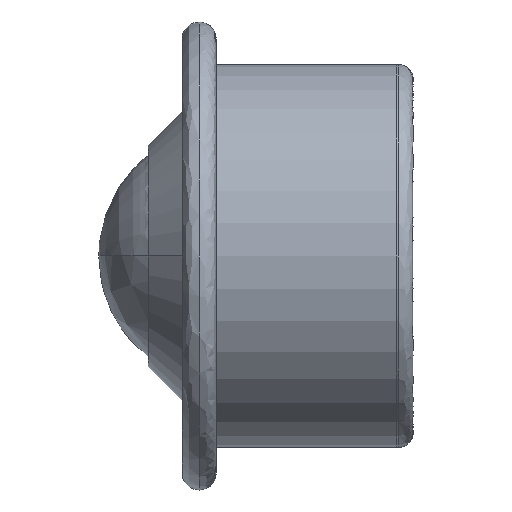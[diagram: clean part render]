
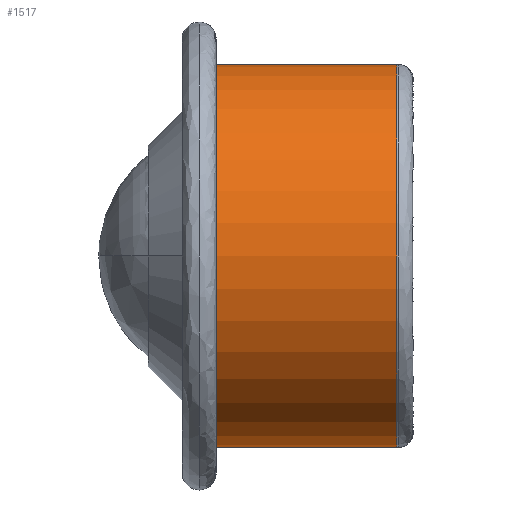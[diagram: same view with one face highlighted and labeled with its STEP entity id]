
A CAD part, left-side view. The second image highlights one B-rep face of the part: STEP entity #1517.
In plain terms, the highlighted cylindrical face has radius 22.5 mm (diameter 45 mm), a partial arc.
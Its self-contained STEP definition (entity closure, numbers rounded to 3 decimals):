
#80 = CARTESIAN_POINT ( 'NONE',  ( 9.151, 27.322, -22.5 ) ) ;
#159 = DIRECTION ( 'NONE',  ( 0., 1., 0. ) ) ;
#364 = CARTESIAN_POINT ( 'NONE',  ( 9.151, 27.322, 0. ) ) ;
#402 = CARTESIAN_POINT ( 'NONE',  ( 9.151, 27.322, -22.5 ) ) ;
#463 = EDGE_CURVE ( 'NONE', #4047, #2370, #3875, .T. ) ;
#472 = LINE ( 'NONE', #402, #823 ) ;
#601 = VERTEX_POINT ( 'NONE', #80 ) ;
#634 = DIRECTION ( 'NONE',  ( 0., 0., 1. ) ) ;
#719 = CARTESIAN_POINT ( 'NONE',  ( 9.151, 27.322, 22.5 ) ) ;
#823 = VECTOR ( 'NONE', #1782, 1000. ) ;
#840 = DIRECTION ( 'NONE',  ( 0., 0., 1. ) ) ;
#930 = AXIS2_PLACEMENT_3D ( 'NONE', #4088, #159, #840 ) ;
#1517 = ADVANCED_FACE ( 'NONE', ( #2850 ), #4072, .T. ) ;
#1664 = ORIENTED_EDGE ( 'NONE', *, *, #2247, .T. ) ;
#1782 = DIRECTION ( 'NONE',  ( 0., 1., 0. ) ) ;
#1839 = CARTESIAN_POINT ( 'NONE',  ( 9.151, 48.522, 22.5 ) ) ;
#1909 = CARTESIAN_POINT ( 'NONE',  ( 9.151, 48.522, -22.5 ) ) ;
#1921 = CARTESIAN_POINT ( 'NONE',  ( 9.151, 48.522, 0. ) ) ;
#1925 = CARTESIAN_POINT ( 'NONE',  ( 9.151, 27.322, 22.5 ) ) ;
#1971 = ORIENTED_EDGE ( 'NONE', *, *, #3778, .T. ) ;
#2073 = AXIS2_PLACEMENT_3D ( 'NONE', #364, #2884, #2245 ) ;
#2245 = DIRECTION ( 'NONE',  ( 0., 0., 1. ) ) ;
#2247 = EDGE_CURVE ( 'NONE', #601, #4047, #3059, .T. ) ;
#2306 = AXIS2_PLACEMENT_3D ( 'NONE', #1921, #3506, #634 ) ;
#2370 = VERTEX_POINT ( 'NONE', #1839 ) ;
#2599 = DIRECTION ( 'NONE',  ( 0., 1., 0. ) ) ;
#2740 = EDGE_CURVE ( 'NONE', #601, #3795, #472, .T. ) ;
#2850 = FACE_OUTER_BOUND ( 'NONE', #3140, .T. ) ;
#2884 = DIRECTION ( 'NONE',  ( 0., 1., 0. ) ) ;
#3059 = CIRCLE ( 'NONE', #930, 22.5 ) ;
#3140 = EDGE_LOOP ( 'NONE', ( #3635, #1664, #3946, #1971 ) ) ;
#3506 = DIRECTION ( 'NONE',  ( 0., -1., 0. ) ) ;
#3635 = ORIENTED_EDGE ( 'NONE', *, *, #2740, .F. ) ;
#3778 = EDGE_CURVE ( 'NONE', #2370, #3795, #3820, .T. ) ;
#3795 = VERTEX_POINT ( 'NONE', #1909 ) ;
#3820 = CIRCLE ( 'NONE', #2306, 22.5 ) ;
#3875 = LINE ( 'NONE', #1925, #4077 ) ;
#3946 = ORIENTED_EDGE ( 'NONE', *, *, #463, .T. ) ;
#4047 = VERTEX_POINT ( 'NONE', #719 ) ;
#4072 = CYLINDRICAL_SURFACE ( 'NONE', #2073, 22.5 ) ;
#4077 = VECTOR ( 'NONE', #2599, 1000. ) ;
#4088 = CARTESIAN_POINT ( 'NONE',  ( 9.151, 27.322, 0. ) ) ;
